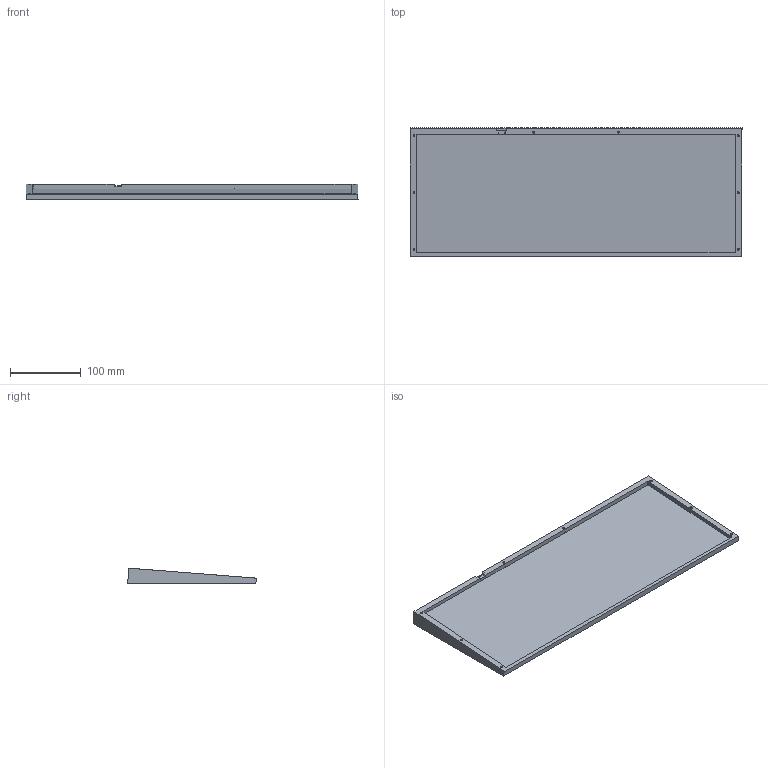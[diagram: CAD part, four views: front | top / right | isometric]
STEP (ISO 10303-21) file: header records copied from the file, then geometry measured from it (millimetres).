
FILE_DESCRIPTION(/* description */ (''),/* implementation_level */ '2;1');
FILE_NAME(/* name */ 'bottom_filled.step',/* time_stamp */ '2025-04-10T16:16:14+02:00',/* author */ (''),/* organization */ (''),/* preprocessor_version */ 'ST-DEVELOPER v20.1',/* originating_system */ 'Autodesk Translation Framework v14.4.0.0',/* authorisation */ '');
FILE_SCHEMA (('AUTOMOTIVE_DESIGN { 1 0 10303 214 3 1 1 }'));
Length unit declared in the file: millimetre
Products named in the file (1): Keyboard case (v51~recovered)
Bounding box: 470 x 182.2 x 22.27 mm (x, y, z)
Volume: 831434.7 mm3; surface area: 199918.8 mm2
Topology: 1 solids, 1 shells, 282 faces, 817 edges, 545 vertices
Faces by surface type: cylinder 224, plane 37, bspline 21
Full cylindrical faces by diameter (mm): 2.529 x48, 3.086 x24, 5.4 x3, 5.94 x5
Entity records: 22159 total; most frequent: CARTESIAN_POINT 15546, ORIENTED_EDGE 1634, DIRECTION 972, EDGE_CURVE 817, VERTEX_POINT 545, B_SPLINE_CURVE_WITH_KNOTS 448, AXIS2_PLACEMENT_3D 341, EDGE_LOOP 306
